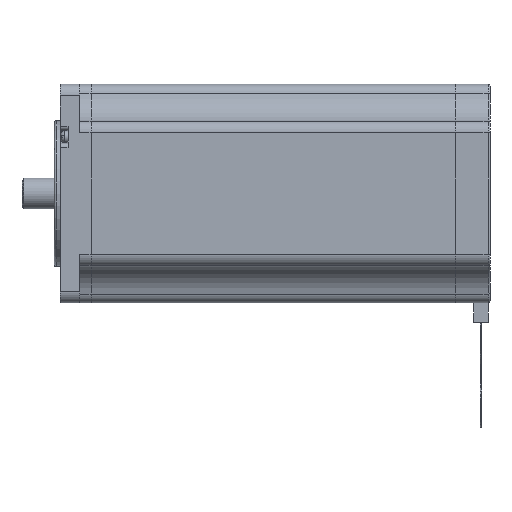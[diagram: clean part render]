
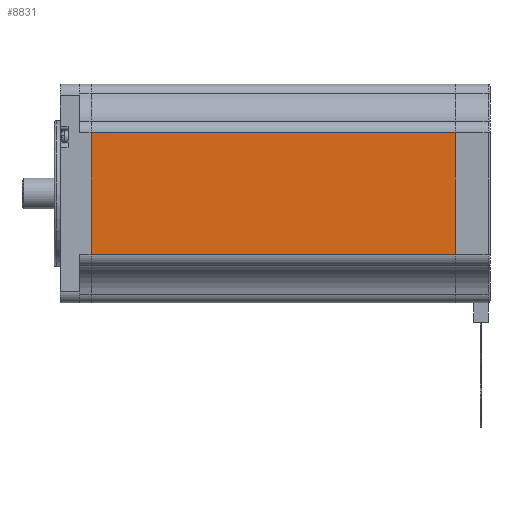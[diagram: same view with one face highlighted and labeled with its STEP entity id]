
A CAD part, front view. The second image highlights one B-rep face of the part: STEP entity #8831.
In plain terms, the highlighted planar face has unit normal (0, -1, 0).
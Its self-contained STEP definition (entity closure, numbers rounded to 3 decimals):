
#100 = CARTESIAN_POINT ( 'NONE',  ( -104., -28.5, -15.851 ) ) ;
#203 = EDGE_CURVE ( 'NONE', #9240, #581, #5943, .T. ) ;
#238 = LINE ( 'NONE', #9916, #580 ) ;
#279 = CARTESIAN_POINT ( 'NONE',  ( 0., -28.5, -15.851 ) ) ;
#344 = CARTESIAN_POINT ( 'NONE',  ( -9., -28.5, 15.851 ) ) ;
#395 = DIRECTION ( 'NONE',  ( 0., 0., -1. ) ) ;
#580 = VECTOR ( 'NONE', #395, 1000. ) ;
#581 = VERTEX_POINT ( 'NONE', #8865 ) ;
#987 = FACE_OUTER_BOUND ( 'NONE', #8492, .T. ) ;
#1353 = ORIENTED_EDGE ( 'NONE', *, *, #4119, .T. ) ;
#1526 = VERTEX_POINT ( 'NONE', #100 ) ;
#1850 = LINE ( 'NONE', #279, #4563 ) ;
#2046 = CARTESIAN_POINT ( 'NONE',  ( -9., -28.5, 28.5 ) ) ;
#2563 = AXIS2_PLACEMENT_3D ( 'NONE', #2046, #6860, #9199 ) ;
#2965 = VERTEX_POINT ( 'NONE', #4759 ) ;
#3132 = EDGE_CURVE ( 'NONE', #1526, #2965, #1850, .T. ) ;
#3760 = DIRECTION ( 'NONE',  ( 0., 0., 1. ) ) ;
#4119 = EDGE_CURVE ( 'NONE', #2965, #9240, #7799, .T. ) ;
#4563 = VECTOR ( 'NONE', #6710, 1000. ) ;
#4759 = CARTESIAN_POINT ( 'NONE',  ( -9., -28.5, -15.851 ) ) ;
#5115 = DIRECTION ( 'NONE',  ( -1., 0., 0. ) ) ;
#5615 = ORIENTED_EDGE ( 'NONE', *, *, #3132, .T. ) ;
#5943 = LINE ( 'NONE', #344, #8583 ) ;
#6420 = ORIENTED_EDGE ( 'NONE', *, *, #10406, .T. ) ;
#6429 = PLANE ( 'NONE',  #2563 ) ;
#6710 = DIRECTION ( 'NONE',  ( 1., 0., 0. ) ) ;
#6860 = DIRECTION ( 'NONE',  ( 0., -1., 0. ) ) ;
#6937 = VECTOR ( 'NONE', #3760, 1000. ) ;
#7799 = LINE ( 'NONE', #10407, #6937 ) ;
#8492 = EDGE_LOOP ( 'NONE', ( #9900, #6420, #5615, #1353 ) ) ;
#8583 = VECTOR ( 'NONE', #5115, 1000. ) ;
#8831 = ADVANCED_FACE ( 'NONE', ( #987 ), #6429, .T. ) ;
#8865 = CARTESIAN_POINT ( 'NONE',  ( -104., -28.5, 15.851 ) ) ;
#9199 = DIRECTION ( 'NONE',  ( 0., 0., -1. ) ) ;
#9240 = VERTEX_POINT ( 'NONE', #9972 ) ;
#9900 = ORIENTED_EDGE ( 'NONE', *, *, #203, .T. ) ;
#9916 = CARTESIAN_POINT ( 'NONE',  ( -104., -28.5, 28.5 ) ) ;
#9972 = CARTESIAN_POINT ( 'NONE',  ( -9., -28.5, 15.851 ) ) ;
#10406 = EDGE_CURVE ( 'NONE', #581, #1526, #238, .T. ) ;
#10407 = CARTESIAN_POINT ( 'NONE',  ( -9., -28.5, 28.5 ) ) ;
